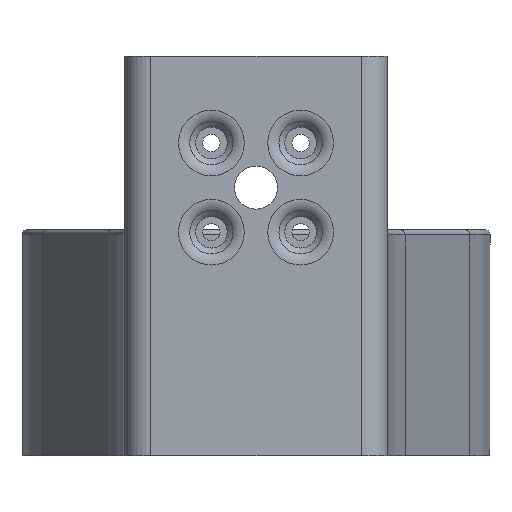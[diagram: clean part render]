
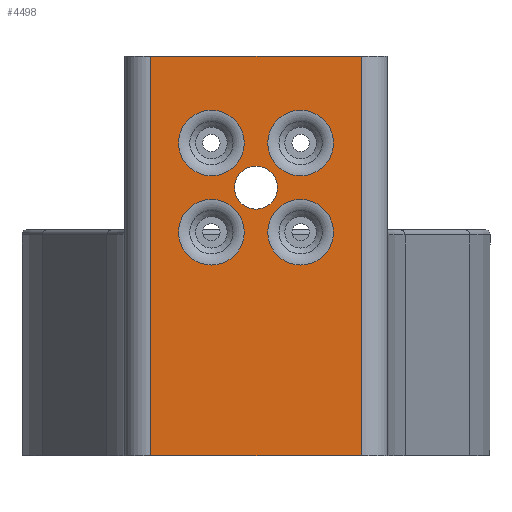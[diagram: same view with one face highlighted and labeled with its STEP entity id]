
A CAD part, front view. The second image highlights one B-rep face of the part: STEP entity #4498.
In plain terms, the highlighted planar face has unit normal (0, -1, 0).
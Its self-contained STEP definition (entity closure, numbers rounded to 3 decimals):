
#265=FACE_BOUND('',#1073,.T.);
#266=FACE_BOUND('',#1074,.T.);
#267=FACE_BOUND('',#1075,.T.);
#268=FACE_BOUND('',#1076,.T.);
#269=FACE_BOUND('',#1077,.T.);
#542=CIRCLE('',#4957,6.243);
#543=CIRCLE('',#4958,6.243);
#544=CIRCLE('',#4959,4.1);
#545=CIRCLE('',#4960,6.243);
#546=CIRCLE('',#4961,6.243);
#802=FACE_OUTER_BOUND('',#1072,.T.);
#1072=EDGE_LOOP('',(#3661,#3662,#3663,#3664));
#1073=EDGE_LOOP('',(#3665));
#1074=EDGE_LOOP('',(#3666));
#1075=EDGE_LOOP('',(#3667));
#1076=EDGE_LOOP('',(#3668));
#1077=EDGE_LOOP('',(#3669));
#1326=LINE('',#7627,#1625);
#1428=LINE('',#8329,#1727);
#1430=LINE('',#8333,#1729);
#1431=LINE('',#8334,#1730);
#1625=VECTOR('',#5491,10.);
#1727=VECTOR('',#6043,10.);
#1729=VECTOR('',#6047,10.);
#1730=VECTOR('',#6048,10.);
#1984=VERTEX_POINT('',#7624);
#1985=VERTEX_POINT('',#7626);
#2124=VERTEX_POINT('',#8327);
#2125=VERTEX_POINT('',#8332);
#2126=VERTEX_POINT('',#8335);
#2127=VERTEX_POINT('',#8337);
#2128=VERTEX_POINT('',#8339);
#2129=VERTEX_POINT('',#8341);
#2130=VERTEX_POINT('',#8343);
#2446=EDGE_CURVE('',#1985,#1984,#1326,.T.);
#2690=EDGE_CURVE('',#2124,#1984,#1428,.T.);
#2692=EDGE_CURVE('',#2124,#2125,#1430,.T.);
#2693=EDGE_CURVE('',#1985,#2125,#1431,.T.);
#2694=EDGE_CURVE('',#2126,#2126,#542,.T.);
#2695=EDGE_CURVE('',#2127,#2127,#543,.T.);
#2696=EDGE_CURVE('',#2128,#2128,#544,.T.);
#2697=EDGE_CURVE('',#2129,#2129,#545,.T.);
#2698=EDGE_CURVE('',#2130,#2130,#546,.T.);
#3661=ORIENTED_EDGE('',*,*,#2690,.F.);
#3662=ORIENTED_EDGE('',*,*,#2692,.T.);
#3663=ORIENTED_EDGE('',*,*,#2693,.F.);
#3664=ORIENTED_EDGE('',*,*,#2446,.T.);
#3665=ORIENTED_EDGE('',*,*,#2694,.F.);
#3666=ORIENTED_EDGE('',*,*,#2695,.F.);
#3667=ORIENTED_EDGE('',*,*,#2696,.F.);
#3668=ORIENTED_EDGE('',*,*,#2697,.F.);
#3669=ORIENTED_EDGE('',*,*,#2698,.F.);
#4303=PLANE('',#4956);
#4498=ADVANCED_FACE('',(#802,#265,#266,#267,#268,#269),#4303,.T.);
#4956=AXIS2_PLACEMENT_3D('',#8331,#6045,#6046);
#4957=AXIS2_PLACEMENT_3D('',#8336,#6049,#6050);
#4958=AXIS2_PLACEMENT_3D('',#8338,#6051,#6052);
#4959=AXIS2_PLACEMENT_3D('',#8340,#6053,#6054);
#4960=AXIS2_PLACEMENT_3D('',#8342,#6055,#6056);
#4961=AXIS2_PLACEMENT_3D('',#8344,#6057,#6058);
#5491=DIRECTION('',(-1.,0.,0.));
#6043=DIRECTION('',(0.,0.,1.));
#6045=DIRECTION('center_axis',(0.,-1.,0.));
#6046=DIRECTION('ref_axis',(0.,0.,
-1.));
#6047=DIRECTION('',(1.,0.,0.));
#6048=DIRECTION('',(0.,0.,-1.));
#6049=DIRECTION('center_axis',(0.,-1.,0.));
#6050=DIRECTION('ref_axis',(1.,0.,0.));
#6051=DIRECTION('center_axis',(0.,-1.,0.));
#6052=DIRECTION('ref_axis',(1.,0.,0.));
#6053=DIRECTION('center_axis',(0.,-1.,0.));
#6054=DIRECTION('ref_axis',(0.814,0.,-0.581));
#6055=DIRECTION('center_axis',(0.,-1.,0.));
#6056=DIRECTION('ref_axis',(1.,0.,0.));
#6057=DIRECTION('center_axis',(0.,-1.,0.));
#6058=DIRECTION('ref_axis',(1.,0.,0.));
#7624=CARTESIAN_POINT('',(-20.,-107.5,107.791));
#7626=CARTESIAN_POINT('',(20.,-107.5,107.791));
#7627=CARTESIAN_POINT('',(16.248,-107.5,107.791));
#8327=CARTESIAN_POINT('',(-20.,-107.5,31.791));
#8329=CARTESIAN_POINT('',(-20.,-107.5,54.095));
#8331=CARTESIAN_POINT('Origin',(78.99,-107.5,71.4));
#8332=CARTESIAN_POINT('',(20.,-107.5,31.791));
#8333=CARTESIAN_POINT('',(-25.,-107.5,31.791));
#8334=CARTESIAN_POINT('',(20.,-107.5,51.285));
#8335=CARTESIAN_POINT('',(8.485,-107.5,97.519));
#8336=CARTESIAN_POINT('Origin',(8.485,-107.5,91.276));
#8337=CARTESIAN_POINT('',(-8.485,-107.5,80.548));
#8338=CARTESIAN_POINT('Origin',(-8.485,-107.5,74.305));
#8339=CARTESIAN_POINT('',(-4.1,-107.5,82.791));
#8340=CARTESIAN_POINT('Origin',(0.,-107.5,
82.791));
#8341=CARTESIAN_POINT('',(8.485,-107.5,80.548));
#8342=CARTESIAN_POINT('Origin',(8.485,-107.5,74.305));
#8343=CARTESIAN_POINT('',(-8.485,-107.5,97.519));
#8344=CARTESIAN_POINT('Origin',(-8.485,-107.5,91.276));
